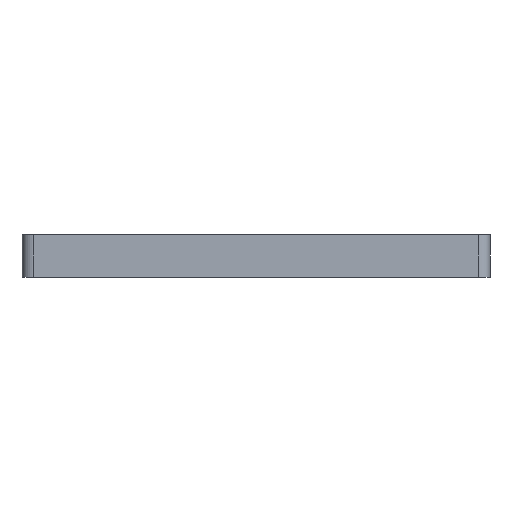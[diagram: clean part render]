
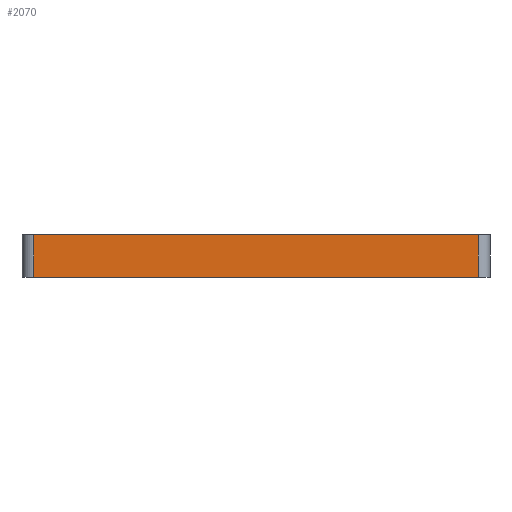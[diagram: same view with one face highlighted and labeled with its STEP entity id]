
A CAD part, front view. The second image highlights one B-rep face of the part: STEP entity #2070.
In plain terms, the highlighted planar face has unit normal (0, -1, 0).
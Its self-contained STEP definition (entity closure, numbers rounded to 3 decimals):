
#266=FACE_OUTER_BOUND('',#407,.T.);
#407=EDGE_LOOP('',(#1709,#1710,#1711,#1712));
#497=LINE('',#2944,#697);
#646=LINE('',#3323,#846);
#648=LINE('',#3329,#848);
#649=LINE('',#3330,#849);
#697=VECTOR('',#2341,10.);
#846=VECTOR('',#2682,10.);
#848=VECTOR('',#2688,10.);
#849=VECTOR('',#2689,10.);
#900=VERTEX_POINT('',#2941);
#901=VERTEX_POINT('',#2943);
#1035=VERTEX_POINT('',#3322);
#1037=VERTEX_POINT('',#3328);
#1092=EDGE_CURVE('',#900,#901,#497,.T.);
#1282=EDGE_CURVE('',#901,#1035,#646,.T.);
#1285=EDGE_CURVE('',#1037,#900,#648,.T.);
#1286=EDGE_CURVE('',#1035,#1037,#649,.T.);
#1709=ORIENTED_EDGE('',*,*,#1282,.F.);
#1710=ORIENTED_EDGE('',*,*,#1092,.F.);
#1711=ORIENTED_EDGE('',*,*,#1285,.F.);
#1712=ORIENTED_EDGE('',*,*,#1286,.F.);
#1991=PLANE('',#2227);
#2070=ADVANCED_FACE('',(#266),#1991,.F.);
#2227=AXIS2_PLACEMENT_3D('',#3327,#2686,#2687);
#2341=DIRECTION('',(-1.,0.,0.));
#2682=DIRECTION('',(0.,0.,1.));
#2686=DIRECTION('center_axis',(0.,1.,0.));
#2687=DIRECTION('ref_axis',(0.,0.,1.));
#2688=DIRECTION('',(0.,0.,-1.));
#2689=DIRECTION('',(1.,0.,0.));
#2941=CARTESIAN_POINT('',(95.,-100.,-166.));
#2943=CARTESIAN_POINT('',(-95.,-100.,-166.));
#2944=CARTESIAN_POINT('',(-99.5,-100.,-166.));
#3322=CARTESIAN_POINT('',(-95.,-100.,-148.));
#3323=CARTESIAN_POINT('',(-95.,-100.,-148.));
#3327=CARTESIAN_POINT('Origin',(103.,-100.,-148.));
#3328=CARTESIAN_POINT('',(95.,-100.,-148.));
#3329=CARTESIAN_POINT('',(95.,-100.,-148.));
#3330=CARTESIAN_POINT('',(99.5,-100.,-148.));
